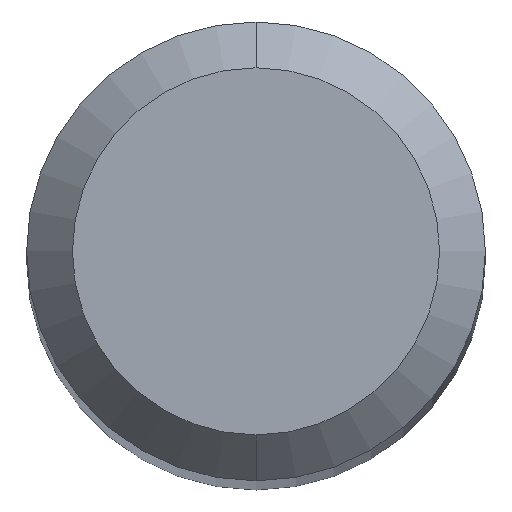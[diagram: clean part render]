
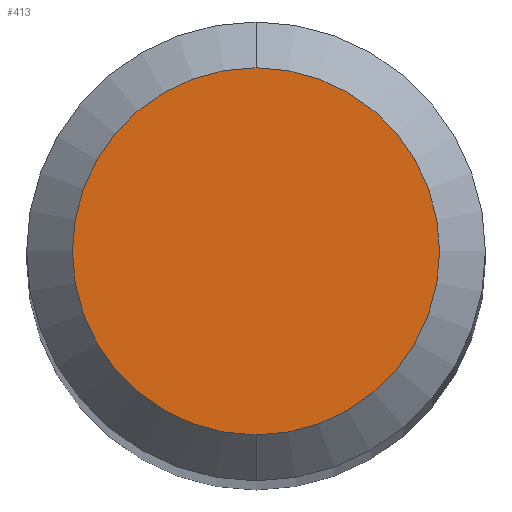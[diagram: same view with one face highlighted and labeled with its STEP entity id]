
A CAD part, top view. The second image highlights one B-rep face of the part: STEP entity #413.
In plain terms, the highlighted planar face has unit normal (0, 0, 1).
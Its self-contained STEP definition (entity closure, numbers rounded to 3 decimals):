
#191=EDGE_CURVE('',#213,#345,#500,.T.);
#213=VERTEX_POINT('',#523);
#345=VERTEX_POINT('',#669);
#399=EDGE_CURVE('',#345,#213,#730,.T.);
#413=ADVANCED_FACE('',(#745),#746,.T.);
#500=CIRCLE('',#871,1.2);
#523=CARTESIAN_POINT('',(0.0,1.2,0.0));
#669=CARTESIAN_POINT('',(0.,-1.2,0.0));
#730=CIRCLE('',#1247,1.2);
#745=FACE_OUTER_BOUND('',#1267,.T.);
#746=PLANE('',#1268);
#871=AXIS2_PLACEMENT_3D('',#1462,#1463,#1464);
#1247=AXIS2_PLACEMENT_3D('',#1728,#1729,#1730);
#1267=EDGE_LOOP('',(#1744,#1745));
#1268=AXIS2_PLACEMENT_3D('',#1746,#1747,#1748);
#1462=CARTESIAN_POINT('',(0.0,0.0,0.0));
#1463=DIRECTION('',(0.0,0.0,-1.0));
#1464=DIRECTION('',(0.0,1.0,0.0));
#1728=CARTESIAN_POINT('',(0.0,0.0,0.0));
#1729=DIRECTION('',(0.0,0.0,-1.0));
#1730=DIRECTION('',(0.0,1.0,0.0));
#1744=ORIENTED_EDGE('',*,*,#191,.F.);
#1745=ORIENTED_EDGE('',*,*,#399,.F.);
#1746=CARTESIAN_POINT('',(0.0,0.6,0.0));
#1747=DIRECTION('',(-0.0,0.0,1.0));
#1748=DIRECTION('',(0.0,-1.0,0.0));
